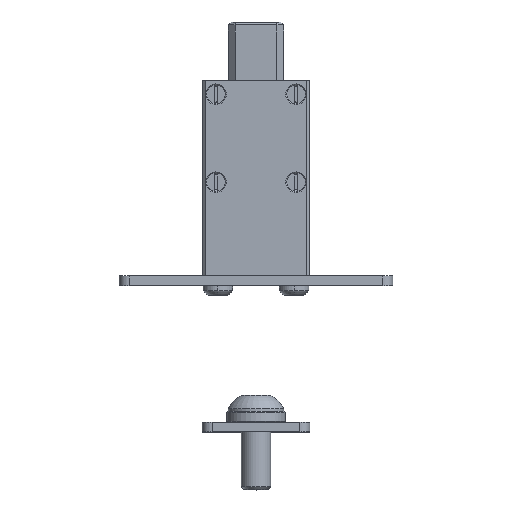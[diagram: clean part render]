
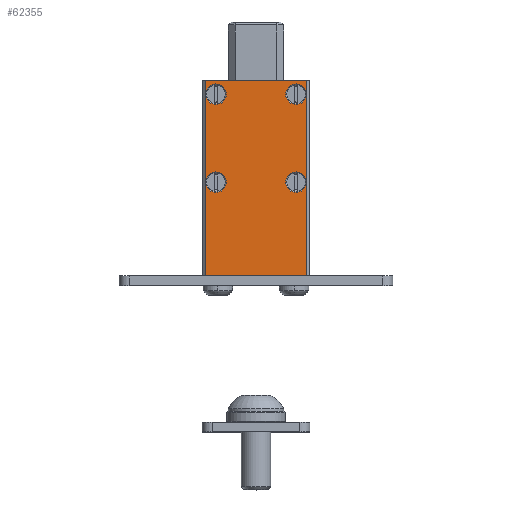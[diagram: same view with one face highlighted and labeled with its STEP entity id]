
A CAD part, top view. The second image highlights one B-rep face of the part: STEP entity #62355.
In plain terms, the highlighted planar face has unit normal (0, 0, 1).
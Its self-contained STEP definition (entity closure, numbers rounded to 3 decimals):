
#1131 = ORIENTED_EDGE ( 'NONE', *, *, #63363, .T. ) ;
#1391 = DIRECTION ( 'NONE',  ( 1., 0., 0. ) ) ;
#1472 = FACE_BOUND ( 'NONE', #63457, .T. ) ;
#2728 = ORIENTED_EDGE ( 'NONE', *, *, #32644, .T. ) ;
#2753 = LINE ( 'NONE', #13247, #55034 ) ;
#6152 = AXIS2_PLACEMENT_3D ( 'NONE', #12673, #68027, #18133 ) ;
#6310 = VECTOR ( 'NONE', #1391, 1000. ) ;
#7476 = AXIS2_PLACEMENT_3D ( 'NONE', #37091, #56716, #47928 ) ;
#7641 = DIRECTION ( 'NONE',  ( 0., 0., -1. ) ) ;
#7713 = ORIENTED_EDGE ( 'NONE', *, *, #45259, .T. ) ;
#7861 = VERTEX_POINT ( 'NONE', #17515 ) ;
#8006 = AXIS2_PLACEMENT_3D ( 'NONE', #36047, #68634, #30693 ) ;
#9066 = ORIENTED_EDGE ( 'NONE', *, *, #52771, .T. ) ;
#9479 = CARTESIAN_POINT ( 'NONE',  ( 4.1, 8.55, 5.15 ) ) ;
#9627 = EDGE_CURVE ( 'NONE', #64206, #7861, #11692, .T. ) ;
#9798 = DIRECTION ( 'NONE',  ( 0., 1., 0. ) ) ;
#10285 = CARTESIAN_POINT ( 'NONE',  ( -5.2, 0., 5.15 ) ) ;
#10939 = CIRCLE ( 'NONE', #7476, 1.05 ) ;
#11318 = DIRECTION ( 'NONE',  ( 0., 0., -1. ) ) ;
#11692 = CIRCLE ( 'NONE', #63579, 1.05 ) ;
#12082 = CARTESIAN_POINT ( 'NONE',  ( -4.1, 9.6, 5.15 ) ) ;
#12673 = CARTESIAN_POINT ( 'NONE',  ( 0., 0., 5.15 ) ) ;
#13247 = CARTESIAN_POINT ( 'NONE',  ( -5.5, 20., 5.15 ) ) ;
#14580 = DIRECTION ( 'NONE',  ( 0., 0., -1. ) ) ;
#16070 = ORIENTED_EDGE ( 'NONE', *, *, #49844, .T. ) ;
#16108 = CIRCLE ( 'NONE', #8006, 1.05 ) ;
#16540 = EDGE_CURVE ( 'NONE', #60686, #55415, #16108, .T. ) ;
#16706 = VECTOR ( 'NONE', #9798, 1000. ) ;
#17383 = CARTESIAN_POINT ( 'NONE',  ( -4.1, 10.65, 5.15 ) ) ;
#17515 = CARTESIAN_POINT ( 'NONE',  ( 4.1, 19.65, 5.15 ) ) ;
#17767 = ORIENTED_EDGE ( 'NONE', *, *, #16540, .T. ) ;
#18133 = DIRECTION ( 'NONE',  ( 0., -1., 0. ) ) ;
#18679 = AXIS2_PLACEMENT_3D ( 'NONE', #40171, #7641, #34426 ) ;
#18835 = FACE_OUTER_BOUND ( 'NONE', #28601, .T. ) ;
#20687 = LINE ( 'NONE', #47033, #16706 ) ;
#20963 = CARTESIAN_POINT ( 'NONE',  ( 4.1, 17.55, 5.15 ) ) ;
#21082 = VERTEX_POINT ( 'NONE', #10285 ) ;
#21511 = VERTEX_POINT ( 'NONE', #36494 ) ;
#21945 = DIRECTION ( 'NONE',  ( 0., -1., 0. ) ) ;
#22965 = DIRECTION ( 'NONE',  ( 0., 0., -1. ) ) ;
#23446 = DIRECTION ( 'NONE',  ( -1., 0., 0. ) ) ;
#24313 = FACE_BOUND ( 'NONE', #33937, .T. ) ;
#24698 = VERTEX_POINT ( 'NONE', #9479 ) ;
#28601 = EDGE_LOOP ( 'NONE', ( #9066, #16070, #7713, #2728 ) ) ;
#28824 = ORIENTED_EDGE ( 'NONE', *, *, #37529, .T. ) ;
#29376 = CIRCLE ( 'NONE', #55863, 1.05 ) ;
#30469 = VECTOR ( 'NONE', #39099, 1000. ) ;
#30693 = DIRECTION ( 'NONE',  ( 0., -1., 0. ) ) ;
#32066 = ORIENTED_EDGE ( 'NONE', *, *, #9627, .T. ) ;
#32644 = EDGE_CURVE ( 'NONE', #57728, #21511, #20687, .T. ) ;
#33061 = CARTESIAN_POINT ( 'NONE',  ( -5.2, 0., 5.15 ) ) ;
#33592 = EDGE_CURVE ( 'NONE', #53214, #34049, #70669, .T. ) ;
#33937 = EDGE_LOOP ( 'NONE', ( #36080, #38020 ) ) ;
#33984 = LINE ( 'NONE', #50920, #6310 ) ;
#34049 = VERTEX_POINT ( 'NONE', #71255 ) ;
#34426 = DIRECTION ( 'NONE',  ( 0., -1., 0. ) ) ;
#34468 = CARTESIAN_POINT ( 'NONE',  ( -4.1, 9.6, 5.15 ) ) ;
#36047 = CARTESIAN_POINT ( 'NONE',  ( -4.1, 18.6, 5.15 ) ) ;
#36080 = ORIENTED_EDGE ( 'NONE', *, *, #59421, .T. ) ;
#36494 = CARTESIAN_POINT ( 'NONE',  ( 5.2, 20., 5.15 ) ) ;
#36574 = EDGE_LOOP ( 'NONE', ( #28824, #47627 ) ) ;
#37091 = CARTESIAN_POINT ( 'NONE',  ( 4.1, 18.6, 5.15 ) ) ;
#37529 = EDGE_CURVE ( 'NONE', #34049, #53214, #29376, .T. ) ;
#38020 = ORIENTED_EDGE ( 'NONE', *, *, #51992, .T. ) ;
#38209 = CARTESIAN_POINT ( 'NONE',  ( 5.2, 0., 5.15 ) ) ;
#39099 = DIRECTION ( 'NONE',  ( 0., -1., 0. ) ) ;
#39480 = DIRECTION ( 'NONE',  ( 0., -1., 0. ) ) ;
#40171 = CARTESIAN_POINT ( 'NONE',  ( 4.1, 9.6, 5.15 ) ) ;
#42540 = VERTEX_POINT ( 'NONE', #51366 ) ;
#42732 = CARTESIAN_POINT ( 'NONE',  ( 4.1, 9.6, 5.15 ) ) ;
#43444 = AXIS2_PLACEMENT_3D ( 'NONE', #50724, #22965, #39480 ) ;
#45259 = EDGE_CURVE ( 'NONE', #21082, #57728, #33984, .T. ) ;
#45694 = DIRECTION ( 'NONE',  ( 0., -1., 0. ) ) ;
#45930 = FACE_BOUND ( 'NONE', #36574, .T. ) ;
#47033 = CARTESIAN_POINT ( 'NONE',  ( 5.2, 20., 5.15 ) ) ;
#47513 = EDGE_LOOP ( 'NONE', ( #32066, #1131 ) ) ;
#47627 = ORIENTED_EDGE ( 'NONE', *, *, #33592, .T. ) ;
#47928 = DIRECTION ( 'NONE',  ( 0., -1., 0. ) ) ;
#49844 = EDGE_CURVE ( 'NONE', #63128, #21082, #65944, .T. ) ;
#50054 = CARTESIAN_POINT ( 'NONE',  ( 4.1, 18.6, 5.15 ) ) ;
#50224 = CARTESIAN_POINT ( 'NONE',  ( -5.2, 20., 5.15 ) ) ;
#50724 = CARTESIAN_POINT ( 'NONE',  ( -4.1, 18.6, 5.15 ) ) ;
#50920 = CARTESIAN_POINT ( 'NONE',  ( -5.5, 0., 5.15 ) ) ;
#51366 = CARTESIAN_POINT ( 'NONE',  ( 4.1, 10.65, 5.15 ) ) ;
#51992 = EDGE_CURVE ( 'NONE', #42540, #24698, #63696, .T. ) ;
#52691 = CARTESIAN_POINT ( 'NONE',  ( -4.1, 19.65, 5.15 ) ) ;
#52771 = EDGE_CURVE ( 'NONE', #21511, #63128, #2753, .T. ) ;
#53214 = VERTEX_POINT ( 'NONE', #17383 ) ;
#53416 = EDGE_CURVE ( 'NONE', #55415, #60686, #65444, .T. ) ;
#53870 = CARTESIAN_POINT ( 'NONE',  ( -4.1, 17.55, 5.15 ) ) ;
#55034 = VECTOR ( 'NONE', #23446, 1000. ) ;
#55415 = VERTEX_POINT ( 'NONE', #52691 ) ;
#55863 = AXIS2_PLACEMENT_3D ( 'NONE', #34468, #11318, #71400 ) ;
#55981 = ORIENTED_EDGE ( 'NONE', *, *, #53416, .T. ) ;
#56716 = DIRECTION ( 'NONE',  ( 0., 0., -1. ) ) ;
#57728 = VERTEX_POINT ( 'NONE', #38209 ) ;
#59421 = EDGE_CURVE ( 'NONE', #24698, #42540, #64276, .T. ) ;
#60686 = VERTEX_POINT ( 'NONE', #53870 ) ;
#60786 = AXIS2_PLACEMENT_3D ( 'NONE', #42732, #14580, #69935 ) ;
#62009 = DIRECTION ( 'NONE',  ( 0., 0., -1. ) ) ;
#62355 = ADVANCED_FACE ( 'NONE', ( #24313, #45930, #67332, #1472, #18835 ), #67695, .T. ) ;
#63128 = VERTEX_POINT ( 'NONE', #50224 ) ;
#63363 = EDGE_CURVE ( 'NONE', #7861, #64206, #10939, .T. ) ;
#63457 = EDGE_LOOP ( 'NONE', ( #17767, #55981 ) ) ;
#63579 = AXIS2_PLACEMENT_3D ( 'NONE', #50054, #71459, #21945 ) ;
#63696 = CIRCLE ( 'NONE', #18679, 1.05 ) ;
#64206 = VERTEX_POINT ( 'NONE', #20963 ) ;
#64276 = CIRCLE ( 'NONE', #60786, 1.05 ) ;
#65444 = CIRCLE ( 'NONE', #43444, 1.05 ) ;
#65944 = LINE ( 'NONE', #33061, #30469 ) ;
#67244 = AXIS2_PLACEMENT_3D ( 'NONE', #12082, #62009, #45694 ) ;
#67332 = FACE_BOUND ( 'NONE', #47513, .T. ) ;
#67695 = PLANE ( 'NONE',  #6152 ) ;
#68027 = DIRECTION ( 'NONE',  ( 0., 0., 1. ) ) ;
#68634 = DIRECTION ( 'NONE',  ( 0., 0., -1. ) ) ;
#69935 = DIRECTION ( 'NONE',  ( 0., -1., 0. ) ) ;
#70669 = CIRCLE ( 'NONE', #67244, 1.05 ) ;
#71255 = CARTESIAN_POINT ( 'NONE',  ( -4.1, 8.55, 5.15 ) ) ;
#71400 = DIRECTION ( 'NONE',  ( 0., -1., 0. ) ) ;
#71459 = DIRECTION ( 'NONE',  ( 0., 0., -1. ) ) ;
